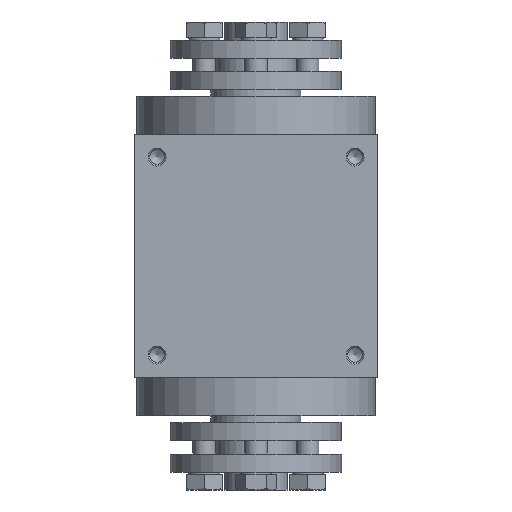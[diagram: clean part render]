
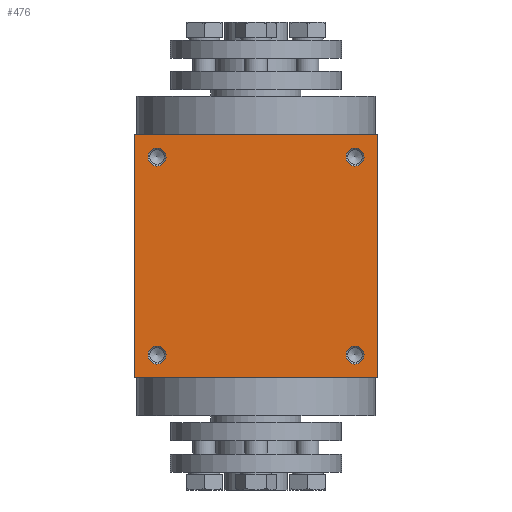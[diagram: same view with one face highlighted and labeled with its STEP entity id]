
A CAD part, left-side view. The second image highlights one B-rep face of the part: STEP entity #476.
In plain terms, the highlighted face is planar.
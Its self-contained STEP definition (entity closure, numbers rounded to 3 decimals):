
#476 = ADVANCED_FACE( '', ( #1099, #1100, #1101, #1102, #1103 ), #1104, .F. );
#1099 = FACE_BOUND( '', #1928, .T. );
#1100 = FACE_BOUND( '', #1929, .T. );
#1101 = FACE_BOUND( '', #1930, .T. );
#1102 = FACE_BOUND( '', #1931, .T. );
#1103 = FACE_OUTER_BOUND( '', #1932, .T. );
#1104 = PLANE( '', #1933 );
#1928 = EDGE_LOOP( '', ( #3060 ) );
#1929 = EDGE_LOOP( '', ( #3061 ) );
#1930 = EDGE_LOOP( '', ( #3062 ) );
#1931 = EDGE_LOOP( '', ( #3063 ) );
#1932 = EDGE_LOOP( '', ( #3064, #3065, #3066, #3067 ) );
#1933 = AXIS2_PLACEMENT_3D( '', #3068, #3069, #3070 );
#3060 = ORIENTED_EDGE( '', *, *, #4341, .F. );
#3061 = ORIENTED_EDGE( '', *, *, #4342, .T. );
#3062 = ORIENTED_EDGE( '', *, *, #4343, .F. );
#3063 = ORIENTED_EDGE( '', *, *, #4288, .T. );
#3064 = ORIENTED_EDGE( '', *, *, #4344, .F. );
#3065 = ORIENTED_EDGE( '', *, *, #4052, .F. );
#3066 = ORIENTED_EDGE( '', *, *, #4131, .F. );
#3067 = ORIENTED_EDGE( '', *, *, #4345, .F. );
#3068 = CARTESIAN_POINT( '', ( 0., 0., -27. ) );
#3069 = DIRECTION( '', ( 0., 0., 1. ) );
#3070 = DIRECTION( '', ( 1., 0., 0. ) );
#4052 = EDGE_CURVE( '', #4678, #4679, #4680, .T. );
#4131 = EDGE_CURVE( '', #4809, #4678, #4810, .T. );
#4288 = EDGE_CURVE( '', #5054, #5054, #5055, .T. );
#4341 = EDGE_CURVE( '', #5128, #5128, #5129, .T. );
#4342 = EDGE_CURVE( '', #5130, #5130, #5131, .T. );
#4343 = EDGE_CURVE( '', #5132, #5132, #5133, .T. );
#4344 = EDGE_CURVE( '', #4679, #5134, #5135, .T. );
#4345 = EDGE_CURVE( '', #5134, #4809, #5136, .T. );
#4678 = VERTEX_POINT( '', #5534 );
#4679 = VERTEX_POINT( '', #5535 );
#4680 = LINE( '', #5536, #5537 );
#4809 = VERTEX_POINT( '', #5717 );
#4810 = LINE( '', #5718, #5719 );
#5054 = VERTEX_POINT( '', #6116 );
#5055 = CIRCLE( '', #6117, 2. );
#5128 = VERTEX_POINT( '', #6218 );
#5129 = CIRCLE( '', #6219, 2. );
#5130 = VERTEX_POINT( '', #6220 );
#5131 = CIRCLE( '', #6221, 2. );
#5132 = VERTEX_POINT( '', #6222 );
#5133 = CIRCLE( '', #6223, 2. );
#5134 = VERTEX_POINT( '', #6224 );
#5135 = LINE( '', #6225, #6226 );
#5136 = LINE( '', #6227, #6228 );
#5534 = CARTESIAN_POINT( '', ( 27., 27., -27. ) );
#5535 = CARTESIAN_POINT( '', ( -27., 27., -27. ) );
#5536 = CARTESIAN_POINT( '', ( 27., 27., -27. ) );
#5537 = VECTOR( '', #6739, 1000. );
#5717 = CARTESIAN_POINT( '', ( 27., -27., -27. ) );
#5718 = CARTESIAN_POINT( '', ( 27., -27., -27. ) );
#5719 = VECTOR( '', #6863, 1000. );
#6116 = CARTESIAN_POINT( '', ( 24., -22., -27. ) );
#6117 = AXIS2_PLACEMENT_3D( '', #7087, #7088, #7089 );
#6218 = CARTESIAN_POINT( '', ( -24., 22., -27. ) );
#6219 = AXIS2_PLACEMENT_3D( '', #7167, #7168, #7169 );
#6220 = CARTESIAN_POINT( '', ( 24., 22., -27. ) );
#6221 = AXIS2_PLACEMENT_3D( '', #7170, #7171, #7172 );
#6222 = CARTESIAN_POINT( '', ( -24., -22., -27. ) );
#6223 = AXIS2_PLACEMENT_3D( '', #7173, #7174, #7175 );
#6224 = CARTESIAN_POINT( '', ( -27., -27., -27. ) );
#6225 = CARTESIAN_POINT( '', ( -27., 27., -27. ) );
#6226 = VECTOR( '', #7176, 1000. );
#6227 = CARTESIAN_POINT( '', ( -27., -27., -27. ) );
#6228 = VECTOR( '', #7177, 1000. );
#6739 = DIRECTION( '', ( -1., 0., 0. ) );
#6863 = DIRECTION( '', ( 0., 1., 0. ) );
#7087 = CARTESIAN_POINT( '', ( 22., -22., -27. ) );
#7088 = DIRECTION( '', ( 0., 0., 1. ) );
#7089 = DIRECTION( '', ( 1., 0., 0. ) );
#7167 = CARTESIAN_POINT( '', ( -22., 22., -27. ) );
#7168 = DIRECTION( '', ( 0., 0., -1. ) );
#7169 = DIRECTION( '', ( -1., 0., 0. ) );
#7170 = CARTESIAN_POINT( '', ( 22., 22., -27. ) );
#7171 = DIRECTION( '', ( 0., 0., 1. ) );
#7172 = DIRECTION( '', ( 1., 0., 0. ) );
#7173 = CARTESIAN_POINT( '', ( -22., -22., -27. ) );
#7174 = DIRECTION( '', ( 0., 0., -1. ) );
#7175 = DIRECTION( '', ( -1., 0., 0. ) );
#7176 = DIRECTION( '', ( 0., -1., 0. ) );
#7177 = DIRECTION( '', ( 1., 0., 0. ) );
